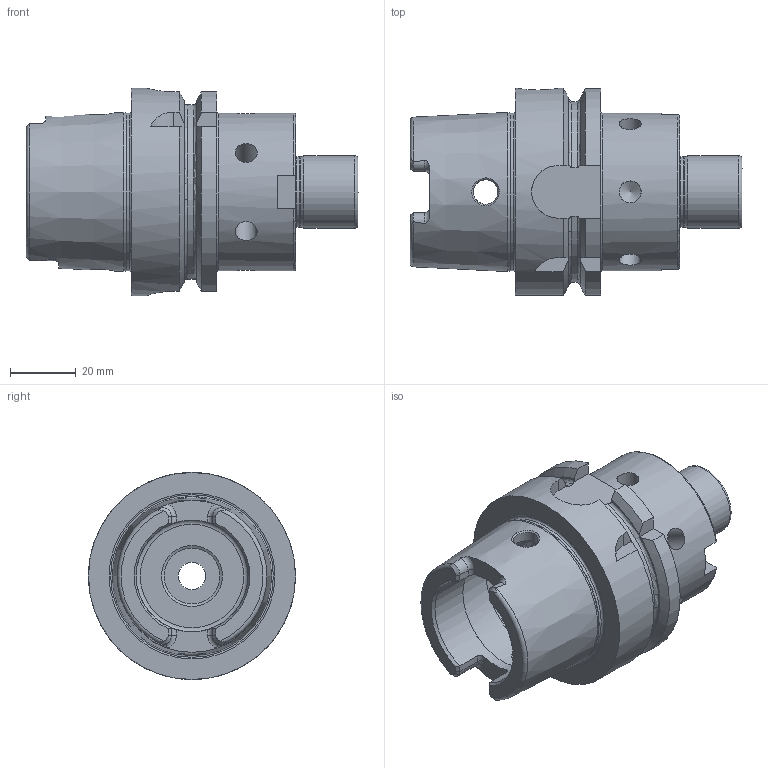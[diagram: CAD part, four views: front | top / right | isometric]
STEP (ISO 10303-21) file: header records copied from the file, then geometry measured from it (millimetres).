
FILE_DESCRIPTION((''),'2;1');
FILE_NAME('606305-22.stp','2014-01-09T09:22:32',('SCHUESSLER'),(''),'Autodesk Inventor 2012','Autodesk Inventor 2012','');
FILE_SCHEMA(('AUTOMOTIVE_DESIGN { 1 0 10303 214 1 1 1 1 }'));
Length unit declared in the file: millimetre
Products named in the file (1): 606305-22
Bounding box: 101 x 63 x 63 mm (x, y, z)
Volume: 123961.2 mm3; surface area: 31623.2 mm2
Topology: 1 solids, 1 shells, 169 faces, 459 edges, 290 vertices
Faces by surface type: plane 52, cylinder 51, cone 37, torus 23, bspline 6
Full cylindrical faces by diameter (mm): 2.5 x4, 3.242 x2, 6.647 x6, 7.5 x2, 8.4 x1, 8.5 x1, 10 x1, 10.5 x1, 17 x1, 18.5 x1, 21.4 x1, 22 x1, 34 x2, 40 x1, 48 x1, 48.021 x1, 63 x1
Entity records: 5953 total; most frequent: CARTESIAN_POINT 2249, DIRECTION 734, ORIENTED_EDGE 734, EDGE_CURVE 367, AXIS2_PLACEMENT_3D 313, VERTEX_POINT 261, EDGE_LOOP 236, FACE_OUTER_BOUND 169
